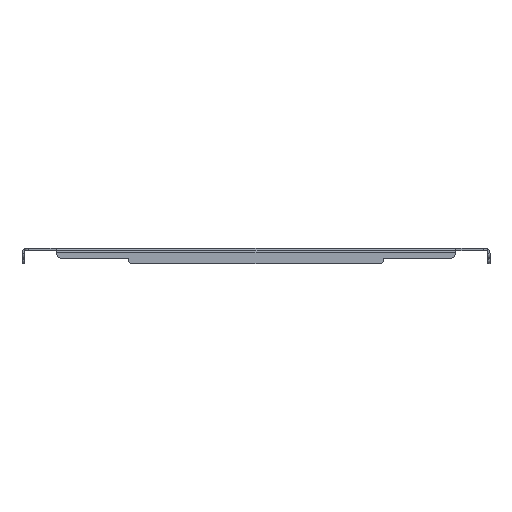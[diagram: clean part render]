
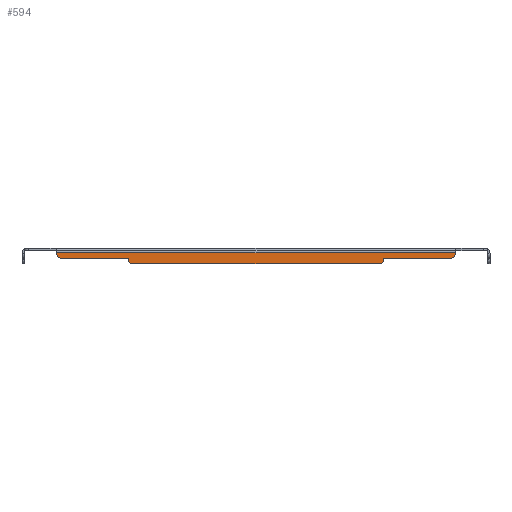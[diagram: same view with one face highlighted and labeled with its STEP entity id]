
A CAD part, front view. The second image highlights one B-rep face of the part: STEP entity #594.
In plain terms, the highlighted planar face has unit normal (0, -1, 0).
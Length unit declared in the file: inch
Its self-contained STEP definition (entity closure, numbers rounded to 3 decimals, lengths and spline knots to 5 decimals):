
#48 = ORIENTED_EDGE ( 'NONE', *, *, #2140, .T. ) ;
#186 = VERTEX_POINT ( 'NONE', #2523 ) ;
#279 = CARTESIAN_POINT ( 'NONE',  ( -13.34375, -34.46875, -0.875 ) ) ;
#314 = VECTOR ( 'NONE', #2866, 39.37008 ) ;
#334 = VERTEX_POINT ( 'NONE', #3518 ) ;
#412 = ORIENTED_EDGE ( 'NONE', *, *, #806, .T. ) ;
#542 = FACE_OUTER_BOUND ( 'NONE', #3150, .T. ) ;
#594 = ADVANCED_FACE ( 'NONE', ( #542 ), #1194, .T. ) ;
#621 = CARTESIAN_POINT ( 'NONE',  ( 11.46875, -34.46875, -0.237 ) ) ;
#622 = DIRECTION ( 'NONE',  ( 0., 0., -1. ) ) ;
#635 = CARTESIAN_POINT ( 'NONE',  ( -11.46875, -34.46875, -0.3125 ) ) ;
#680 = DIRECTION ( 'NONE',  ( 1., 0., 0. ) ) ;
#737 = CIRCLE ( 'NONE', #2286, 0.25 ) ;
#806 = EDGE_CURVE ( 'NONE', #2720, #2615, #737, .T. ) ;
#862 = ORIENTED_EDGE ( 'NONE', *, *, #1577, .T. ) ;
#872 = AXIS2_PLACEMENT_3D ( 'NONE', #1830, #3785, #1217 ) ;
#998 = ORIENTED_EDGE ( 'NONE', *, *, #2015, .T. ) ;
#1028 = EDGE_CURVE ( 'NONE', #2654, #1034, #3488, .T. ) ;
#1034 = VERTEX_POINT ( 'NONE', #1965 ) ;
#1036 = EDGE_CURVE ( 'NONE', #334, #3311, #1929, .T. ) ;
#1044 = CARTESIAN_POINT ( 'NONE',  ( -7.34375, -34.46875, -0.71875 ) ) ;
#1052 = CARTESIAN_POINT ( 'NONE',  ( 11.46875, -34.46875, -0.3125 ) ) ;
#1125 = VECTOR ( 'NONE', #1315, 39.37008 ) ;
#1135 = DIRECTION ( 'NONE',  ( 0., 0., -1. ) ) ;
#1154 = CARTESIAN_POINT ( 'NONE',  ( 11.21875, -34.46875, -0.5625 ) ) ;
#1189 = LINE ( 'NONE', #1967, #1125 ) ;
#1194 = PLANE ( 'NONE',  #872 ) ;
#1217 = DIRECTION ( 'NONE',  ( 0., 0., -1. ) ) ;
#1315 = DIRECTION ( 'NONE',  ( 1., 0., 0. ) ) ;
#1326 = VECTOR ( 'NONE', #3443, 39.37008 ) ;
#1327 = VERTEX_POINT ( 'NONE', #1052 ) ;
#1375 = CARTESIAN_POINT ( 'NONE',  ( -13.34375, -34.46875, -0.5625 ) ) ;
#1402 = DIRECTION ( 'NONE',  ( 0., 0., -1. ) ) ;
#1408 = DIRECTION ( 'NONE',  ( 0., -1., 0. ) ) ;
#1460 = EDGE_CURVE ( 'NONE', #3809, #334, #2283, .T. ) ;
#1537 = CIRCLE ( 'NONE', #3993, 0.25 ) ;
#1577 = EDGE_CURVE ( 'NONE', #1327, #1034, #3552, .T. ) ;
#1623 = CARTESIAN_POINT ( 'NONE',  ( 11.46875, -34.46875, 0. ) ) ;
#1628 = CARTESIAN_POINT ( 'NONE',  ( -11.46875, -34.46875, -0.237 ) ) ;
#1636 = LINE ( 'NONE', #1044, #3171 ) ;
#1668 = DIRECTION ( 'NONE',  ( 0., 0., -1. ) ) ;
#1677 = CARTESIAN_POINT ( 'NONE',  ( 7.34375, -34.46875, -0.71875 ) ) ;
#1687 = DIRECTION ( 'NONE',  ( 0., -1., 0. ) ) ;
#1821 = LINE ( 'NONE', #2179, #1326 ) ;
#1830 = CARTESIAN_POINT ( 'NONE',  ( -13.34375, -34.46875, 0. ) ) ;
#1833 = EDGE_CURVE ( 'NONE', #2615, #2873, #1189, .T. ) ;
#1929 = LINE ( 'NONE', #279, #4135 ) ;
#1947 = EDGE_CURVE ( 'NONE', #186, #2929, #2861, .T. ) ;
#1965 = CARTESIAN_POINT ( 'NONE',  ( 11.46875, -34.46875, -0.237 ) ) ;
#1967 = CARTESIAN_POINT ( 'NONE',  ( -13.34375, -34.46875, -0.5625 ) ) ;
#1989 = DIRECTION ( 'NONE',  ( 0., 0., -1. ) ) ;
#2015 = EDGE_CURVE ( 'NONE', #186, #4033, #3004, .T. ) ;
#2028 = ORIENTED_EDGE ( 'NONE', *, *, #1460, .T. ) ;
#2042 = CARTESIAN_POINT ( 'NONE',  ( 7.09375, -34.46875, -0.625 ) ) ;
#2044 = ORIENTED_EDGE ( 'NONE', *, *, #1947, .F. ) ;
#2063 = CARTESIAN_POINT ( 'NONE',  ( -7.09375, -34.46875, -0.625 ) ) ;
#2127 = ORIENTED_EDGE ( 'NONE', *, *, #2750, .T. ) ;
#2140 = EDGE_CURVE ( 'NONE', #2654, #2720, #1821, .T. ) ;
#2176 = ORIENTED_EDGE ( 'NONE', *, *, #1833, .T. ) ;
#2179 = CARTESIAN_POINT ( 'NONE',  ( -11.46875, -34.46875, 0. ) ) ;
#2283 = CIRCLE ( 'NONE', #3541, 0.25 ) ;
#2286 = AXIS2_PLACEMENT_3D ( 'NONE', #3967, #2655, #1402 ) ;
#2311 = CARTESIAN_POINT ( 'NONE',  ( -7.34375, -34.46875, -0.625 ) ) ;
#2315 = EDGE_CURVE ( 'NONE', #4033, #1327, #1537, .T. ) ;
#2462 = ORIENTED_EDGE ( 'NONE', *, *, #1028, .F. ) ;
#2523 = CARTESIAN_POINT ( 'NONE',  ( 7.34375, -34.46875, -0.5625 ) ) ;
#2529 = CARTESIAN_POINT ( 'NONE',  ( 11.21875, -34.46875, -0.3125 ) ) ;
#2571 = DIRECTION ( 'NONE',  ( 1., 0., 0. ) ) ;
#2604 = CARTESIAN_POINT ( 'NONE',  ( -11.21875, -34.46875, -0.5625 ) ) ;
#2611 = VECTOR ( 'NONE', #680, 39.37008 ) ;
#2615 = VERTEX_POINT ( 'NONE', #2604 ) ;
#2654 = VERTEX_POINT ( 'NONE', #1628 ) ;
#2655 = DIRECTION ( 'NONE',  ( 0., -1., 0. ) ) ;
#2692 = DIRECTION ( 'NONE',  ( 1., 0., 0. ) ) ;
#2720 = VERTEX_POINT ( 'NONE', #635 ) ;
#2750 = EDGE_CURVE ( 'NONE', #3311, #2929, #4028, .T. ) ;
#2761 = ORIENTED_EDGE ( 'NONE', *, *, #2315, .T. ) ;
#2861 = LINE ( 'NONE', #1677, #3922 ) ;
#2866 = DIRECTION ( 'NONE',  ( 0., 0., 1. ) ) ;
#2873 = VERTEX_POINT ( 'NONE', #3622 ) ;
#2896 = DIRECTION ( 'NONE',  ( 0., 0., -1. ) ) ;
#2929 = VERTEX_POINT ( 'NONE', #4048 ) ;
#3002 = EDGE_CURVE ( 'NONE', #2873, #3809, #1636, .T. ) ;
#3004 = LINE ( 'NONE', #1375, #3325 ) ;
#3034 = AXIS2_PLACEMENT_3D ( 'NONE', #2042, #1687, #1668 ) ;
#3121 = ORIENTED_EDGE ( 'NONE', *, *, #3002, .T. ) ;
#3150 = EDGE_LOOP ( 'NONE', ( #998, #2761, #862, #2462, #48, #412, #2176, #3121, #2028, #4108, #2127, #2044 ) ) ;
#3171 = VECTOR ( 'NONE', #1989, 39.37008 ) ;
#3311 = VERTEX_POINT ( 'NONE', #3420 ) ;
#3325 = VECTOR ( 'NONE', #2692, 39.37008 ) ;
#3420 = CARTESIAN_POINT ( 'NONE',  ( 7.09375, -34.46875, -0.875 ) ) ;
#3443 = DIRECTION ( 'NONE',  ( 0., 0., -1. ) ) ;
#3488 = LINE ( 'NONE', #621, #2611 ) ;
#3518 = CARTESIAN_POINT ( 'NONE',  ( -7.09375, -34.46875, -0.875 ) ) ;
#3541 = AXIS2_PLACEMENT_3D ( 'NONE', #2063, #1408, #1135 ) ;
#3552 = LINE ( 'NONE', #1623, #314 ) ;
#3622 = CARTESIAN_POINT ( 'NONE',  ( -7.34375, -34.46875, -0.5625 ) ) ;
#3785 = DIRECTION ( 'NONE',  ( 0., -1., 0. ) ) ;
#3809 = VERTEX_POINT ( 'NONE', #2311 ) ;
#3835 = DIRECTION ( 'NONE',  ( 0., -1., 0. ) ) ;
#3922 = VECTOR ( 'NONE', #622, 39.37008 ) ;
#3967 = CARTESIAN_POINT ( 'NONE',  ( -11.21875, -34.46875, -0.3125 ) ) ;
#3993 = AXIS2_PLACEMENT_3D ( 'NONE', #2529, #3835, #2896 ) ;
#4028 = CIRCLE ( 'NONE', #3034, 0.25 ) ;
#4033 = VERTEX_POINT ( 'NONE', #1154 ) ;
#4048 = CARTESIAN_POINT ( 'NONE',  ( 7.34375, -34.46875, -0.625 ) ) ;
#4108 = ORIENTED_EDGE ( 'NONE', *, *, #1036, .T. ) ;
#4135 = VECTOR ( 'NONE', #2571, 39.37008 ) ;
